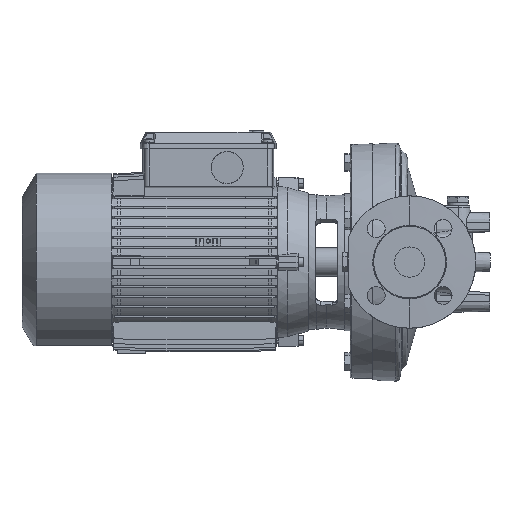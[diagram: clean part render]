
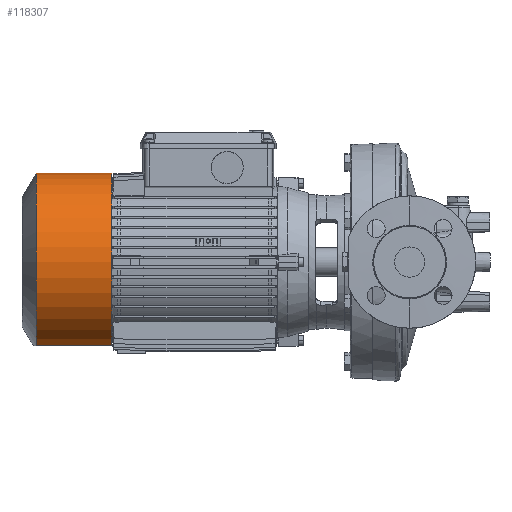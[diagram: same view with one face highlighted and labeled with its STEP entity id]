
A CAD part, left-side view. The second image highlights one B-rep face of the part: STEP entity #118307.
In plain terms, the highlighted cylindrical face has radius 94 mm (diameter 188 mm), a partial arc.
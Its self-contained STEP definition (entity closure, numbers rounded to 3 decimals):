
#1065 = CARTESIAN_POINT ( 'NONE',  ( 0., 94., 355.989 ) ) ;
#1896 = CIRCLE ( 'NONE', #83273, 94. ) ;
#2278 = ORIENTED_EDGE ( 'NONE', *, *, #39078, .T. ) ;
#8390 = FACE_OUTER_BOUND ( 'NONE', #35811, .T. ) ;
#8441 = ORIENTED_EDGE ( 'NONE', *, *, #17814, .T. ) ;
#17814 = EDGE_CURVE ( 'NONE', #55843, #28220, #1896, .T. ) ;
#24117 = LINE ( 'NONE', #27279, #129993 ) ;
#27279 = CARTESIAN_POINT ( 'NONE',  ( 31.682, -88.5, 355.989 ) ) ;
#28220 = VERTEX_POINT ( 'NONE', #118174 ) ;
#28226 = CARTESIAN_POINT ( 'NONE',  ( 0., 94., 276. ) ) ;
#29428 = CARTESIAN_POINT ( 'NONE',  ( 0., 0., 355.989 ) ) ;
#31297 = VERTEX_POINT ( 'NONE', #33029 ) ;
#31941 = DIRECTION ( 'NONE',  ( 0., 0., -1. ) ) ;
#33029 = CARTESIAN_POINT ( 'NONE',  ( 31.682, -88.5, 276. ) ) ;
#35811 = EDGE_LOOP ( 'NONE', ( #111862, #8441, #2278, #116431 ) ) ;
#37183 = DIRECTION ( 'NONE',  ( 0., 1., 0. ) ) ;
#37633 = EDGE_CURVE ( 'NONE', #31297, #57398, #53806, .T. ) ;
#39078 = EDGE_CURVE ( 'NONE', #28220, #31297, #24117, .T. ) ;
#53806 = CIRCLE ( 'NONE', #135322, 94. ) ;
#55843 = VERTEX_POINT ( 'NONE', #1065 ) ;
#57398 = VERTEX_POINT ( 'NONE', #28226 ) ;
#60226 = CARTESIAN_POINT ( 'NONE',  ( 0., 94., 355.989 ) ) ;
#70469 = LINE ( 'NONE', #60226, #84714 ) ;
#74606 = CARTESIAN_POINT ( 'NONE',  ( 0., 0., 355.989 ) ) ;
#75091 = DIRECTION ( 'NONE',  ( 0., 0., -1. ) ) ;
#83273 = AXIS2_PLACEMENT_3D ( 'NONE', #29428, #31941, #133054 ) ;
#84714 = VECTOR ( 'NONE', #148622, 1000. ) ;
#101781 = CYLINDRICAL_SURFACE ( 'NONE', #146756, 94. ) ;
#111862 = ORIENTED_EDGE ( 'NONE', *, *, #161434, .F. ) ;
#116431 = ORIENTED_EDGE ( 'NONE', *, *, #37633, .T. ) ;
#118174 = CARTESIAN_POINT ( 'NONE',  ( 31.682, -88.5, 355.989 ) ) ;
#118307 = ADVANCED_FACE ( 'NONE', ( #8390 ), #101781, .T. ) ;
#129993 = VECTOR ( 'NONE', #75091, 1000. ) ;
#133054 = DIRECTION ( 'NONE',  ( 0., 1., 0. ) ) ;
#133674 = DIRECTION ( 'NONE',  ( 0., 0., 1. ) ) ;
#135322 = AXIS2_PLACEMENT_3D ( 'NONE', #137012, #133674, #159137 ) ;
#137012 = CARTESIAN_POINT ( 'NONE',  ( 0., 0., 276. ) ) ;
#146756 = AXIS2_PLACEMENT_3D ( 'NONE', #74606, #153571, #37183 ) ;
#148622 = DIRECTION ( 'NONE',  ( 0., 0., -1. ) ) ;
#153571 = DIRECTION ( 'NONE',  ( 0., 0., -1. ) ) ;
#159137 = DIRECTION ( 'NONE',  ( 0., 1., 0. ) ) ;
#161434 = EDGE_CURVE ( 'NONE', #55843, #57398, #70469, .T. ) ;
